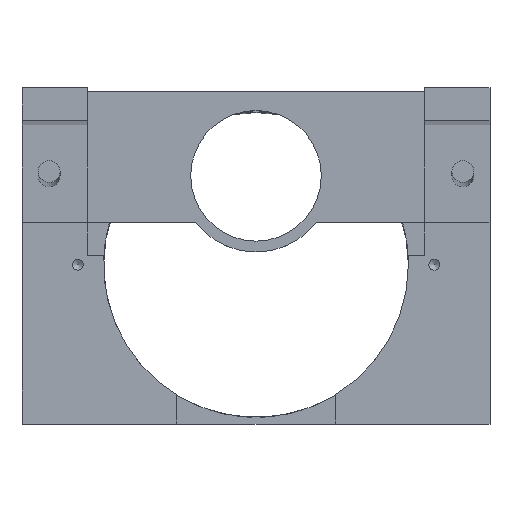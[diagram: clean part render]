
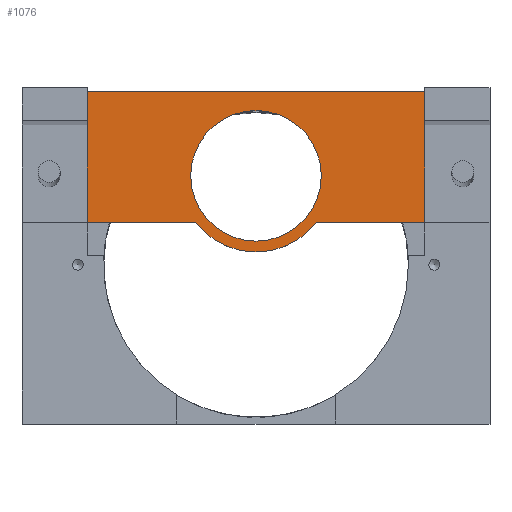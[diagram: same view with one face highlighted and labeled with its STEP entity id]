
A CAD part, top view. The second image highlights one B-rep face of the part: STEP entity #1076.
In plain terms, the highlighted planar face has unit normal (0, 0, 1).
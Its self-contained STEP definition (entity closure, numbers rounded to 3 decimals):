
#160 = VERTEX_POINT('',#161);
#161 = CARTESIAN_POINT('',(-15.5,15.85,31.5));
#265 = VERTEX_POINT('',#266);
#266 = CARTESIAN_POINT('',(15.5,15.85,31.5));
#613 = EDGE_CURVE('',#160,#265,#614,.T.);
#614 = LINE('',#615,#616);
#615 = CARTESIAN_POINT('',(-15.5,15.85,31.5));
#616 = VECTOR('',#617,1.);
#617 = DIRECTION('',(1.,0.,0.));
#844 = VERTEX_POINT('',#845);
#845 = CARTESIAN_POINT('',(15.5,3.85,31.5));
#892 = VERTEX_POINT('',#893);
#893 = CARTESIAN_POINT('',(15.5,12.85,31.5));
#899 = EDGE_CURVE('',#844,#892,#900,.T.);
#900 = LINE('',#901,#902);
#901 = CARTESIAN_POINT('',(15.5,3.85,31.5));
#902 = VECTOR('',#903,1.);
#903 = DIRECTION('',(0.,1.,0.));
#953 = VERTEX_POINT('',#954);
#954 = CARTESIAN_POINT('',(-15.5,3.85,31.5));
#977 = VERTEX_POINT('',#978);
#978 = CARTESIAN_POINT('',(-15.5,12.85,31.5));
#986 = EDGE_CURVE('',#977,#953,#987,.T.);
#987 = LINE('',#988,#989);
#988 = CARTESIAN_POINT('',(-15.5,15.85,31.5));
#989 = VECTOR('',#990,1.);
#990 = DIRECTION('',(0.,-1.,0.));
#1076 = ADVANCED_FACE('',(#1077,#1117),#1128,.T.);
#1077 = FACE_BOUND('',#1078,.F.);
#1078 = EDGE_LOOP('',(#1079,#1080,#1086,#1087,#1095,#1104,#1110,#1111));
#1079 = ORIENTED_EDGE('',*,*,#613,.T.);
#1080 = ORIENTED_EDGE('',*,*,#1081,.F.);
#1081 = EDGE_CURVE('',#892,#265,#1082,.T.);
#1082 = LINE('',#1083,#1084);
#1083 = CARTESIAN_POINT('',(15.5,3.85,31.5));
#1084 = VECTOR('',#1085,1.);
#1085 = DIRECTION('',(0.,1.,0.));
#1086 = ORIENTED_EDGE('',*,*,#899,.F.);
#1087 = ORIENTED_EDGE('',*,*,#1088,.T.);
#1088 = EDGE_CURVE('',#844,#1089,#1091,.T.);
#1089 = VERTEX_POINT('',#1090);
#1090 = CARTESIAN_POINT('',(5.53,3.848,31.5));
#1091 = LINE('',#1092,#1093);
#1092 = CARTESIAN_POINT('',(15.5,3.85,31.5));
#1093 = VECTOR('',#1094,1.);
#1094 = DIRECTION('',(-1.,0.,0.));
#1095 = ORIENTED_EDGE('',*,*,#1096,.F.);
#1096 = EDGE_CURVE('',#1097,#1089,#1099,.T.);
#1097 = VERTEX_POINT('',#1098);
#1098 = CARTESIAN_POINT('',(-5.53,3.848,31.5));
#1099 = CIRCLE('',#1100,7.);
#1100 = AXIS2_PLACEMENT_3D('',#1101,#1102,#1103);
#1101 = CARTESIAN_POINT('',(0.,8.14,31.5));
#1102 = DIRECTION('',(0.,0.,1.));
#1103 = DIRECTION('',(1.,0.,0.));
#1104 = ORIENTED_EDGE('',*,*,#1105,.T.);
#1105 = EDGE_CURVE('',#1097,#953,#1106,.T.);
#1106 = LINE('',#1107,#1108);
#1107 = CARTESIAN_POINT('',(-5.53,3.848,31.5));
#1108 = VECTOR('',#1109,1.);
#1109 = DIRECTION('',(-1.,0.,0.));
#1110 = ORIENTED_EDGE('',*,*,#986,.F.);
#1111 = ORIENTED_EDGE('',*,*,#1112,.F.);
#1112 = EDGE_CURVE('',#160,#977,#1113,.T.);
#1113 = LINE('',#1114,#1115);
#1114 = CARTESIAN_POINT('',(-15.5,15.85,31.5));
#1115 = VECTOR('',#1116,1.);
#1116 = DIRECTION('',(0.,-1.,0.));
#1117 = FACE_BOUND('',#1118,.F.);
#1118 = EDGE_LOOP('',(#1119));
#1119 = ORIENTED_EDGE('',*,*,#1120,.T.);
#1120 = EDGE_CURVE('',#1121,#1121,#1123,.T.);
#1121 = VERTEX_POINT('',#1122);
#1122 = CARTESIAN_POINT('',(6.,8.14,31.5));
#1123 = CIRCLE('',#1124,6.);
#1124 = AXIS2_PLACEMENT_3D('',#1125,#1126,#1127);
#1125 = CARTESIAN_POINT('',(0.,8.14,31.5));
#1126 = DIRECTION('',(0.,0.,1.));
#1127 = DIRECTION('',(1.,0.,0.));
#1128 = PLANE('',#1129);
#1129 = AXIS2_PLACEMENT_3D('',#1130,#1131,#1132);
#1130 = CARTESIAN_POINT('',(0.,9.156,31.5));
#1131 = DIRECTION('',(0.,0.,1.));
#1132 = DIRECTION('',(1.,0.,0.));
